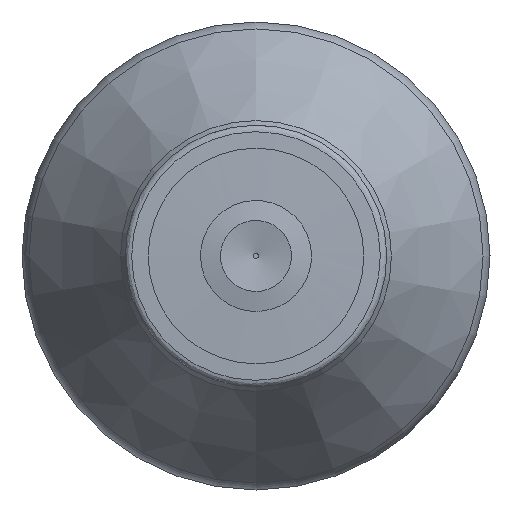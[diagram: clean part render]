
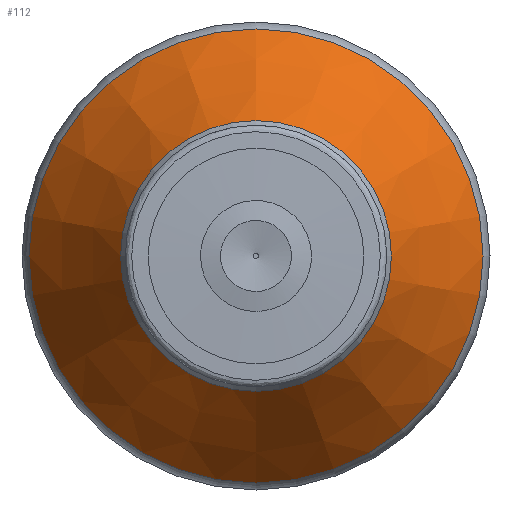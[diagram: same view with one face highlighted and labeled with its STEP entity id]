
A CAD part, left-side view. The second image highlights one B-rep face of the part: STEP entity #112.
In plain terms, the highlighted conical face has half-angle 33.69 degrees and reference radius 16.496 mm.
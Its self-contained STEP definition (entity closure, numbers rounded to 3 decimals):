
#90=CONICAL_SURFACE('',#435,16.496,33.69);
#112=ADVANCED_FACE('',(#165,#166),#90,.T.);
#165=FACE_BOUND('',#222,.T.);
#166=FACE_BOUND('',#223,.T.);
#222=EDGE_LOOP('',(#282));
#223=EDGE_LOOP('',(#283));
#282=ORIENTED_EDGE('',*,*,#358,.T.);
#283=ORIENTED_EDGE('',*,*,#357,.F.);
#327=VERTEX_POINT('',#625);
#328=VERTEX_POINT('',#628);
#357=EDGE_CURVE('',#327,#327,#387,.T.);
#358=EDGE_CURVE('',#328,#328,#388,.T.);
#387=CIRCLE('',#432,16.496);
#388=CIRCLE('',#434,9.84);
#432=AXIS2_PLACEMENT_3D('',#624,#515,#516);
#434=AXIS2_PLACEMENT_3D('',#627,#519,#520);
#435=AXIS2_PLACEMENT_3D('',#629,#521,#522);
#515=DIRECTION('',(1.,0.,0.));
#516=DIRECTION('',(0.,0.,1.));
#519=DIRECTION('',(1.,0.,0.));
#520=DIRECTION('',(0.,0.,1.));
#521=DIRECTION('',(1.,0.,0.));
#522=DIRECTION('',(0.,0.,-1.));
#624=CARTESIAN_POINT('',(92.244,0.,0.));
#625=CARTESIAN_POINT('',(92.244,0.,16.496));
#627=CARTESIAN_POINT('',(82.26,0.,0.));
#628=CARTESIAN_POINT('',(82.26,0.,9.84));
#629=CARTESIAN_POINT('',(92.244,0.,0.));
